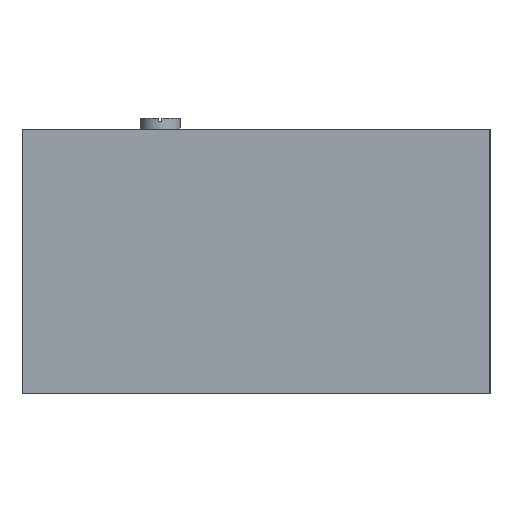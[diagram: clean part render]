
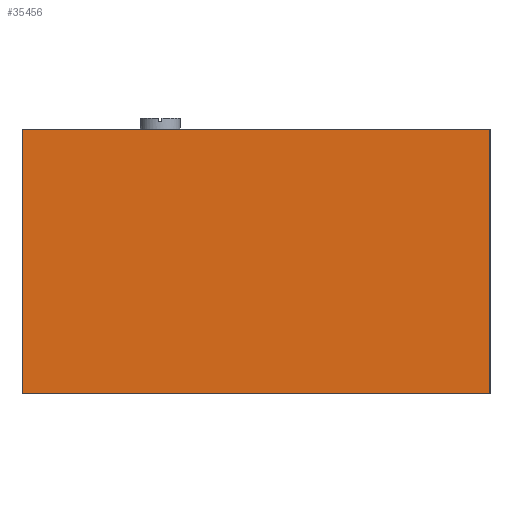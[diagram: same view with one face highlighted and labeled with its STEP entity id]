
A CAD part, left-side view. The second image highlights one B-rep face of the part: STEP entity #35456.
In plain terms, the highlighted planar face has unit normal (-1, 0, 0).
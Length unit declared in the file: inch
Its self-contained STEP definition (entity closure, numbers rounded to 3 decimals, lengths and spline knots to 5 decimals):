
#933 = CARTESIAN_POINT ( 'NONE',  ( -0.96457, 0.77992, 0. ) ) ;
#1432 = VERTEX_POINT ( 'NONE', #43695 ) ;
#2181 = ORIENTED_EDGE ( 'NONE', *, *, #19933, .F. ) ;
#7221 = CARTESIAN_POINT ( 'NONE',  ( -0.96457, -0.77992, 0. ) ) ;
#8348 = VECTOR ( 'NONE', #18340, 39.37008 ) ;
#8383 = VERTEX_POINT ( 'NONE', #13879 ) ;
#8775 = ORIENTED_EDGE ( 'NONE', *, *, #38324, .F. ) ;
#9327 = CARTESIAN_POINT ( 'NONE',  ( -0.96457, -0.77992, 0. ) ) ;
#9998 = CARTESIAN_POINT ( 'NONE',  ( -0.96457, 0.77992, 0.88189 ) ) ;
#10973 = EDGE_CURVE ( 'NONE', #8383, #15140, #40850, .T. ) ;
#13179 = AXIS2_PLACEMENT_3D ( 'NONE', #16411, #27777, #30666 ) ;
#13879 = CARTESIAN_POINT ( 'NONE',  ( -0.96457, 0.77992, 0.88189 ) ) ;
#15001 = EDGE_CURVE ( 'NONE', #15140, #40602, #39462, .T. ) ;
#15140 = VERTEX_POINT ( 'NONE', #933 ) ;
#16411 = CARTESIAN_POINT ( 'NONE',  ( -0.96457, -0.77992, 0.88189 ) ) ;
#17959 = LINE ( 'NONE', #21985, #8348 ) ;
#18340 = DIRECTION ( 'NONE',  ( 0., 0., -1. ) ) ;
#19313 = VECTOR ( 'NONE', #35956, 39.37008 ) ;
#19933 = EDGE_CURVE ( 'NONE', #8383, #1432, #28942, .T. ) ;
#21985 = CARTESIAN_POINT ( 'NONE',  ( -0.96457, -0.77992, 0.88189 ) ) ;
#22127 = VECTOR ( 'NONE', #24433, 39.37008 ) ;
#23533 = ORIENTED_EDGE ( 'NONE', *, *, #15001, .T. ) ;
#23934 = DIRECTION ( 'NONE',  ( 0., -1., 0. ) ) ;
#24433 = DIRECTION ( 'NONE',  ( 0., 0., -1. ) ) ;
#25043 = CARTESIAN_POINT ( 'NONE',  ( -0.96457, -0.77992, 0.88189 ) ) ;
#27320 = PLANE ( 'NONE',  #13179 ) ;
#27777 = DIRECTION ( 'NONE',  ( 1., 0., 0. ) ) ;
#28942 = LINE ( 'NONE', #25043, #19313 ) ;
#30666 = DIRECTION ( 'NONE',  ( 0., 0., -1. ) ) ;
#35456 = ADVANCED_FACE ( 'NONE', ( #37917 ), #27320, .F. ) ;
#35956 = DIRECTION ( 'NONE',  ( 0., -1., 0. ) ) ;
#36044 = VECTOR ( 'NONE', #23934, 39.37008 ) ;
#37917 = FACE_OUTER_BOUND ( 'NONE', #41255, .T. ) ;
#38324 = EDGE_CURVE ( 'NONE', #1432, #40602, #17959, .T. ) ;
#39462 = LINE ( 'NONE', #9327, #36044 ) ;
#40602 = VERTEX_POINT ( 'NONE', #7221 ) ;
#40850 = LINE ( 'NONE', #9998, #22127 ) ;
#41255 = EDGE_LOOP ( 'NONE', ( #23533, #8775, #2181, #47013 ) ) ;
#43695 = CARTESIAN_POINT ( 'NONE',  ( -0.96457, -0.77992, 0.88189 ) ) ;
#47013 = ORIENTED_EDGE ( 'NONE', *, *, #10973, .T. ) ;
